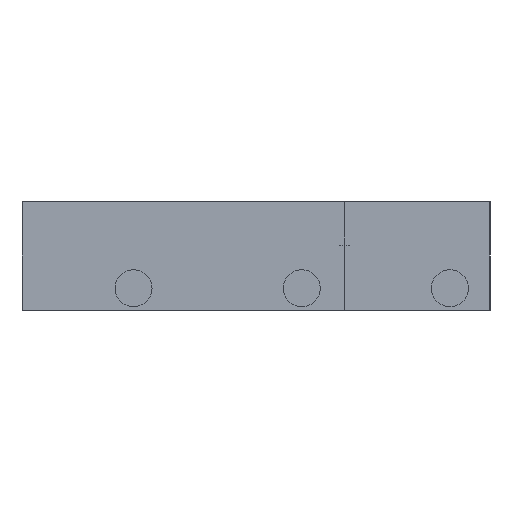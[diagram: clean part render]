
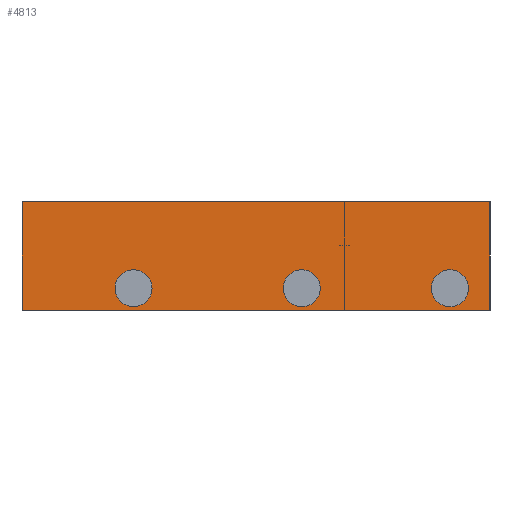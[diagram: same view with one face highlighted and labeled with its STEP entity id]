
A CAD part, left-side view. The second image highlights one B-rep face of the part: STEP entity #4813.
In plain terms, the highlighted planar face has unit normal (-1, 0, 0).
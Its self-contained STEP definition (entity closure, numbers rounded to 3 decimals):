
#19 = ORIENTED_EDGE ( 'NONE', *, *, #3799, .F. ) ;
#66 = FACE_OUTER_BOUND ( 'NONE', #1947, .T. ) ;
#106 = VERTEX_POINT ( 'NONE', #4120 ) ;
#161 = EDGE_CURVE ( 'NONE', #435, #3032, #4093, .T. ) ;
#248 = CARTESIAN_POINT ( 'NONE',  ( 0.254, 11.684, 6.477 ) ) ;
#285 = FACE_BOUND ( 'NONE', #3024, .T. ) ;
#380 = AXIS2_PLACEMENT_3D ( 'NONE', #4237, #2747, #6107 ) ;
#433 = CARTESIAN_POINT ( 'NONE',  ( 0.254, 103.886, 6.477 ) ) ;
#435 = VERTEX_POINT ( 'NONE', #4706 ) ;
#462 = DIRECTION ( 'NONE',  ( -1., 0., 0. ) ) ;
#495 = AXIS2_PLACEMENT_3D ( 'NONE', #433, #1806, #5207 ) ;
#517 = DIRECTION ( 'NONE',  ( 0., -1., 0. ) ) ;
#544 = CARTESIAN_POINT ( 'NONE',  ( 0.254, 136.398, 31.75 ) ) ;
#547 = CIRCLE ( 'NONE', #818, 5.397 ) ;
#557 = CARTESIAN_POINT ( 'NONE',  ( 0.254, 0., 0. ) ) ;
#563 = VECTOR ( 'NONE', #1063, 1000. ) ;
#687 = EDGE_CURVE ( 'NONE', #3095, #5284, #2955, .T. ) ;
#733 = CARTESIAN_POINT ( 'NONE',  ( 0.254, 136.398, 0. ) ) ;
#746 = CARTESIAN_POINT ( 'NONE',  ( 0.254, 136.398, 31.75 ) ) ;
#779 = DIRECTION ( 'NONE',  ( 0., 0., -1. ) ) ;
#818 = AXIS2_PLACEMENT_3D ( 'NONE', #248, #3072, #1636 ) ;
#948 = EDGE_CURVE ( 'NONE', #106, #3164, #2440, .T. ) ;
#1045 = ORIENTED_EDGE ( 'NONE', *, *, #3403, .T. ) ;
#1063 = DIRECTION ( 'NONE',  ( 0., 0., 1. ) ) ;
#1192 = EDGE_CURVE ( 'NONE', #2465, #5702, #5234, .T. ) ;
#1377 = VERTEX_POINT ( 'NONE', #746 ) ;
#1419 = LINE ( 'NONE', #5505, #2598 ) ;
#1519 = EDGE_CURVE ( 'NONE', #5284, #3095, #5963, .T. ) ;
#1550 = DIRECTION ( 'NONE',  ( 0., 0., -1. ) ) ;
#1636 = DIRECTION ( 'NONE',  ( 0., 0., -1. ) ) ;
#1714 = ORIENTED_EDGE ( 'NONE', *, *, #948, .F. ) ;
#1767 = CARTESIAN_POINT ( 'NONE',  ( 0.254, 11.684, 1.08 ) ) ;
#1806 = DIRECTION ( 'NONE',  ( -1., 0., 0. ) ) ;
#1947 = EDGE_LOOP ( 'NONE', ( #2534, #2588, #2988, #1045 ) ) ;
#2255 = VECTOR ( 'NONE', #5773, 1000. ) ;
#2359 = VERTEX_POINT ( 'NONE', #5788 ) ;
#2390 = ORIENTED_EDGE ( 'NONE', *, *, #3070, .F. ) ;
#2440 = CIRCLE ( 'NONE', #4958, 5.397 ) ;
#2465 = VERTEX_POINT ( 'NONE', #557 ) ;
#2512 = CARTESIAN_POINT ( 'NONE',  ( 0.254, 54.864, 11.874 ) ) ;
#2534 = ORIENTED_EDGE ( 'NONE', *, *, #4181, .F. ) ;
#2588 = ORIENTED_EDGE ( 'NONE', *, *, #1192, .T. ) ;
#2598 = VECTOR ( 'NONE', #3056, 1000. ) ;
#2640 = CARTESIAN_POINT ( 'NONE',  ( 0.254, 54.864, 1.08 ) ) ;
#2747 = DIRECTION ( 'NONE',  ( -1., 0., 0. ) ) ;
#2929 = ORIENTED_EDGE ( 'NONE', *, *, #161, .F. ) ;
#2955 = CIRCLE ( 'NONE', #4106, 5.397 ) ;
#2988 = ORIENTED_EDGE ( 'NONE', *, *, #5167, .F. ) ;
#3024 = EDGE_LOOP ( 'NONE', ( #2390, #1714 ) ) ;
#3032 = VERTEX_POINT ( 'NONE', #4015 ) ;
#3051 = LINE ( 'NONE', #4927, #2255 ) ;
#3056 = DIRECTION ( 'NONE',  ( 0., 1., 0. ) ) ;
#3070 = EDGE_CURVE ( 'NONE', #3164, #106, #547, .T. ) ;
#3072 = DIRECTION ( 'NONE',  ( -1., 0., 0. ) ) ;
#3095 = VERTEX_POINT ( 'NONE', #2640 ) ;
#3164 = VERTEX_POINT ( 'NONE', #1767 ) ;
#3403 = EDGE_CURVE ( 'NONE', #1377, #2359, #3051, .T. ) ;
#3603 = PLANE ( 'NONE',  #5789 ) ;
#3687 = VECTOR ( 'NONE', #517, 1000. ) ;
#3799 = EDGE_CURVE ( 'NONE', #3032, #435, #4444, .T. ) ;
#4015 = CARTESIAN_POINT ( 'NONE',  ( 0.254, 103.886, 11.874 ) ) ;
#4093 = CIRCLE ( 'NONE', #380, 5.397 ) ;
#4106 = AXIS2_PLACEMENT_3D ( 'NONE', #4944, #5430, #1550 ) ;
#4109 = FACE_BOUND ( 'NONE', #4255, .T. ) ;
#4120 = CARTESIAN_POINT ( 'NONE',  ( 0.254, 11.684, 11.874 ) ) ;
#4181 = EDGE_CURVE ( 'NONE', #2465, #2359, #1419, .T. ) ;
#4237 = CARTESIAN_POINT ( 'NONE',  ( 0.254, 103.886, 6.477 ) ) ;
#4255 = EDGE_LOOP ( 'NONE', ( #2929, #19 ) ) ;
#4355 = FACE_BOUND ( 'NONE', #4630, .T. ) ;
#4382 = CARTESIAN_POINT ( 'NONE',  ( 0.254, 0., 31.75 ) ) ;
#4444 = CIRCLE ( 'NONE', #495, 5.397 ) ;
#4630 = EDGE_LOOP ( 'NONE', ( #6217, #5175 ) ) ;
#4636 = CARTESIAN_POINT ( 'NONE',  ( 0.254, 11.684, 6.477 ) ) ;
#4706 = CARTESIAN_POINT ( 'NONE',  ( 0.254, 103.886, 1.08 ) ) ;
#4813 = ADVANCED_FACE ( 'NONE', ( #4355, #66, #4109, #285 ), #3603, .F. ) ;
#4927 = CARTESIAN_POINT ( 'NONE',  ( 0.254, 136.398, 31.75 ) ) ;
#4935 = CARTESIAN_POINT ( 'NONE',  ( 0.254, 0., 31.75 ) ) ;
#4944 = CARTESIAN_POINT ( 'NONE',  ( 0.254, 54.864, 6.477 ) ) ;
#4958 = AXIS2_PLACEMENT_3D ( 'NONE', #4636, #5114, #779 ) ;
#5114 = DIRECTION ( 'NONE',  ( -1., 0., 0. ) ) ;
#5167 = EDGE_CURVE ( 'NONE', #1377, #5702, #5509, .T. ) ;
#5175 = ORIENTED_EDGE ( 'NONE', *, *, #1519, .F. ) ;
#5207 = DIRECTION ( 'NONE',  ( 0., 0., -1. ) ) ;
#5234 = LINE ( 'NONE', #4935, #563 ) ;
#5239 = CARTESIAN_POINT ( 'NONE',  ( 0.254, 54.864, 6.477 ) ) ;
#5284 = VERTEX_POINT ( 'NONE', #2512 ) ;
#5305 = DIRECTION ( 'NONE',  ( 0., 0., -1. ) ) ;
#5430 = DIRECTION ( 'NONE',  ( -1., 0., 0. ) ) ;
#5505 = CARTESIAN_POINT ( 'NONE',  ( 0.254, 136.398, 0. ) ) ;
#5509 = LINE ( 'NONE', #544, #3687 ) ;
#5557 = DIRECTION ( 'NONE',  ( 1., 0., 0. ) ) ;
#5702 = VERTEX_POINT ( 'NONE', #4382 ) ;
#5737 = AXIS2_PLACEMENT_3D ( 'NONE', #5239, #462, #5305 ) ;
#5773 = DIRECTION ( 'NONE',  ( 0., 0., -1. ) ) ;
#5788 = CARTESIAN_POINT ( 'NONE',  ( 0.254, 136.398, 0. ) ) ;
#5789 = AXIS2_PLACEMENT_3D ( 'NONE', #733, #5557, #6038 ) ;
#5963 = CIRCLE ( 'NONE', #5737, 5.397 ) ;
#6038 = DIRECTION ( 'NONE',  ( 0., 1., 0. ) ) ;
#6107 = DIRECTION ( 'NONE',  ( 0., 0., -1. ) ) ;
#6217 = ORIENTED_EDGE ( 'NONE', *, *, #687, .F. ) ;
